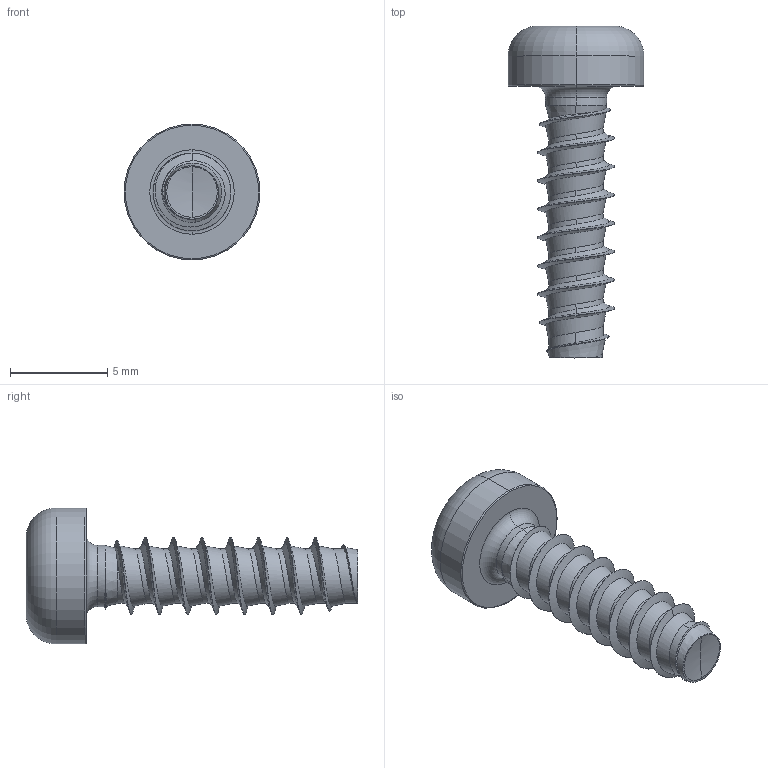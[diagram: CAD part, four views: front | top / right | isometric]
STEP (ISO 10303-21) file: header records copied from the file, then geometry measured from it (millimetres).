
FILE_DESCRIPTION (( 'STEP AP203' ), '1' );
FILE_NAME ('STP420400140.STEP', '2017-08-16T14:58:46', ( '' ), ( '' ), 'SwSTEP 2.0', 'SolidWorks 2015', '' );
FILE_SCHEMA (( 'CONFIG_CONTROL_DESIGN' ));
Length unit declared in the file: millimetre
Products named in the file (1): STP420400140
Bounding box: 7 x 17.09 x 7 mm (x, y, z)
Volume: 195.5 mm3; surface area: 355 mm2
Topology: 1 solids, 1 shells, 104 faces, 253 edges, 153 vertices
Faces by surface type: cylinder 44, bspline 35, cone 10, torus 10, plane 3, sphere 2
Entity records: 16268 total; most frequent: CARTESIAN_POINT 14115, ORIENTED_EDGE 506, DIRECTION 334, EDGE_CURVE 253, VERTEX_POINT 153, AXIS2_PLACEMENT_3D 138, B_SPLINE_CURVE_WITH_KNOTS 109, EDGE_LOOP 106
